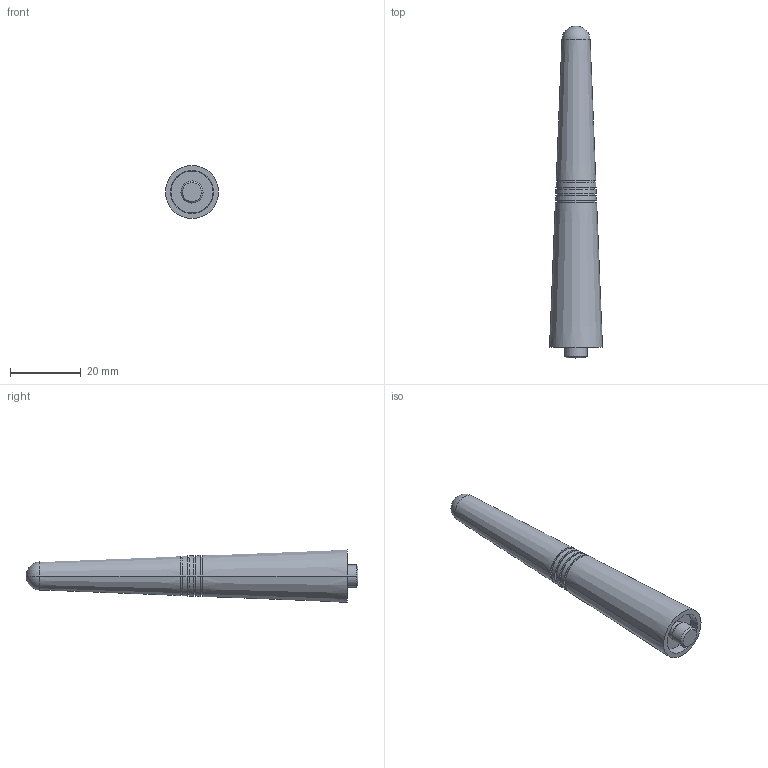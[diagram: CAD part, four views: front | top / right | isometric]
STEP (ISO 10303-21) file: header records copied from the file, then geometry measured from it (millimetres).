
FILE_DESCRIPTION (( 'STEP AP214' ), '1' );
FILE_NAME ('FMANRBD1002_3D.step', '2023-09-08T22:10:00', ( '' ), ( '' ), 'SwSTEP 2.0', 'SolidWorks 2022', '' );
FILE_SCHEMA (( 'AUTOMOTIVE_DESIGN' ));
Length unit declared in the file: inch
Products named in the file (1): FMANRBD1002_3D
Bounding box: 15 x 94 x 15 mm (x, y, z)
Volume: 9277.9 mm3; surface area: 3757.2 mm2
Topology: 1 solids, 1 shells, 41 faces, 80 edges, 51 vertices
Faces by surface type: cone 24, plane 11, cylinder 4, sphere 2
Entity records: 1110 total; most frequent: DIRECTION 216, CARTESIAN_POINT 173, ORIENTED_EDGE 160, AXIS2_PLACEMENT_3D 94, EDGE_CURVE 80, CIRCLE 52, VERTEX_POINT 51, EDGE_LOOP 51
